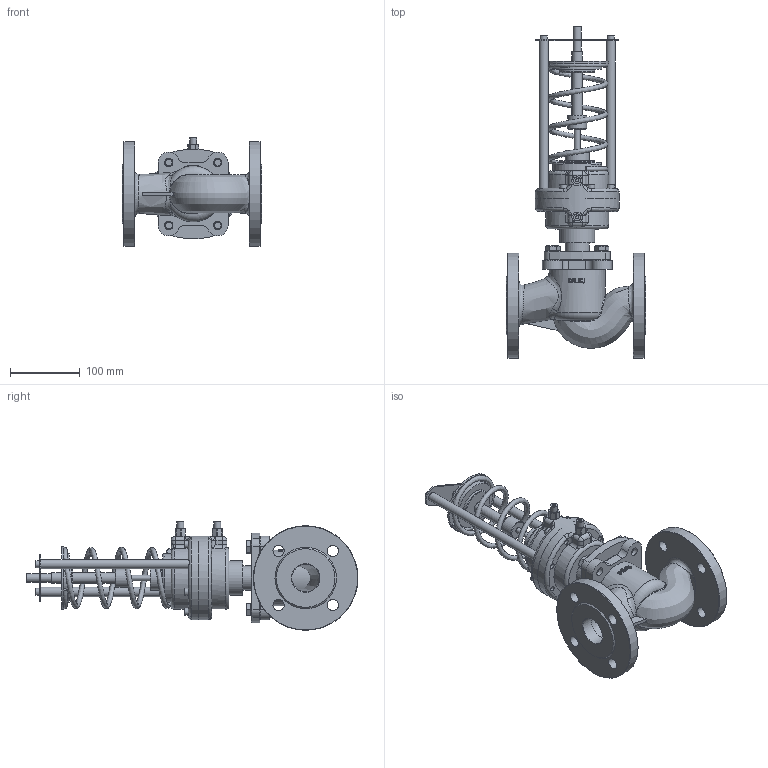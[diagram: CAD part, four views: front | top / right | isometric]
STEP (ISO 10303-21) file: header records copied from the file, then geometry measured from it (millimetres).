
FILE_DESCRIPTION(/* description */ (''),/* implementation_level */ '2;1');
FILE_NAME(/* name */ 'DN40_3D_STEP.stp',/* time_stamp */ '2025-12-17T22:35:52+03:00',/* author */ ('igorr'),/* organization */ (''),/* preprocessor_version */ 'ST-DEVELOPER v20',/* originating_system */ 'Autodesk Inventor 2025',/* authorisation */ '');
FILE_SCHEMA (('AUTOMOTIVE_DESIGN { 1 0 10303 214 3 1 1 }'));
Length unit declared in the file: millimetre
Products named in the file (5): Сборка; Деталь1; Деталь2; AS 1110 - M12 x 20; AS 1420 - 1973 - M6 x 10
Assembly tree (14 placements, depth 2):
  Сборка
    Деталь1
    Деталь2
    AS 1110 - M12 x 20  x4
    AS 1420 - 1973 - M6 x 10  x8
Bounding box: 200 x 476 x 155.75 mm (x, y, z)
Volume: 2370344.4 mm3; surface area: 356533.8 mm2
Topology: 14 solids, 15 shells, 562 faces, 1405 edges, 899 vertices
Faces by surface type: plane 257, cylinder 148, bspline 56, cone 55, torus 42, sphere 4
Full cylindrical faces by diameter (mm): 4.49 x2, 4.902 x1, 6 x8, 7 x17, 8 x1, 9.994 x2, 10 x8, 12 x10, 13 x4, 13.036 x1, 13.497 x1, 15 x2, 16 x8, 18 x4, 27 x1, 34.526 x1, 35 x1, 40 x2, 50 x3, 70 x2, 80 x1, 90 x2, 120 x1, 150 x2
Entity records: 22030 total; most frequent: CARTESIAN_POINT 12143, ORIENTED_EDGE 1986, DIRECTION 1929, EDGE_CURVE 993, AXIS2_PLACEMENT_3D 791, VERTEX_POINT 641, EDGE_LOOP 476, CIRCLE 408
